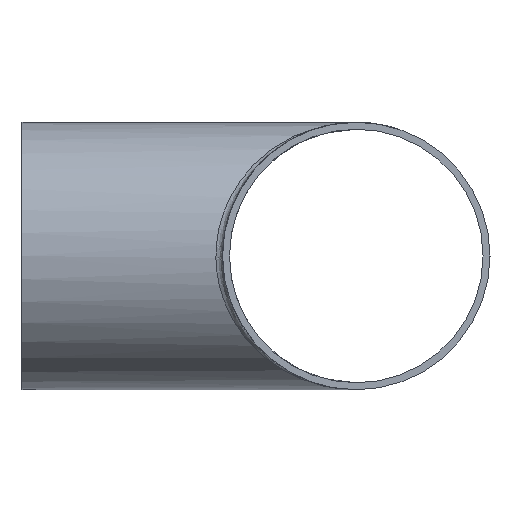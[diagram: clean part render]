
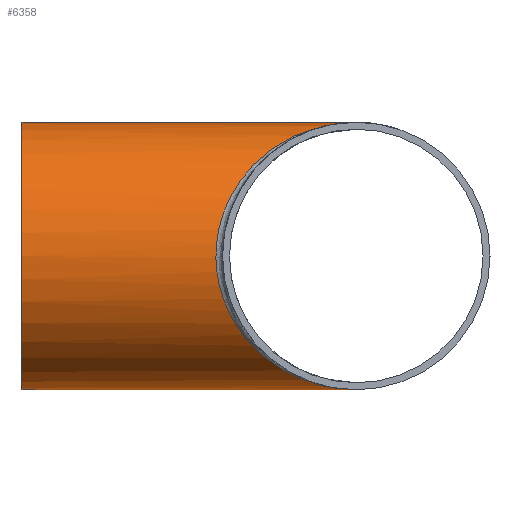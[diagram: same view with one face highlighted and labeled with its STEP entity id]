
A CAD part, left-side view. The second image highlights one B-rep face of the part: STEP entity #6358.
In plain terms, the highlighted cylindrical face has radius 31.75 mm (diameter 63.5 mm), a full revolution.
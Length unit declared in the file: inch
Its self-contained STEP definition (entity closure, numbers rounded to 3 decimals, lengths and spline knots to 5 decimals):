
#79=ELLIPSE('',#6716,1.8125,1.25);
#80=ELLIPSE('',#6717,1.8125,1.25);
#121=FACE_BOUND('',#1170,.T.);
#786=FACE_OUTER_BOUND('',#1169,.T.);
#1169=EDGE_LOOP('',(#5940,#5941));
#1170=EDGE_LOOP('',(#5942));
#2179=CIRCLE('',#6726,1.25);
#3120=VERTEX_POINT('',#13873);
#3121=VERTEX_POINT('',#13874);
#3127=VERTEX_POINT('',#13996);
#4062=EDGE_CURVE('',#3121,#3120,#79,.T.);
#4063=EDGE_CURVE('',#3120,#3121,#80,.T.);
#4069=EDGE_CURVE('',#3127,#3127,#2179,.T.);
#5940=ORIENTED_EDGE('',*,*,#4063,.F.);
#5941=ORIENTED_EDGE('',*,*,#4062,.F.);
#5942=ORIENTED_EDGE('',*,*,#4069,.T.);
#5987=CYLINDRICAL_SURFACE('',#6725,1.25);
#6358=ADVANCED_FACE('',(#786,#121),#5987,.T.);
#6716=AXIS2_PLACEMENT_3D('',#13931,#7881,#7882);
#6717=AXIS2_PLACEMENT_3D('',#13982,#7883,#7884);
#6725=AXIS2_PLACEMENT_3D('',#13995,#7899,#7900);
#6726=AXIS2_PLACEMENT_3D('',#13997,#7901,#7902);
#7881=DIRECTION('center_axis',(-0.724,-0.69,0.));
#7882=DIRECTION('ref_axis',(-0.69,0.724,0.));
#7883=DIRECTION('center_axis',(0.724,-0.69,0.));
#7884=DIRECTION('ref_axis',(0.69,0.724,0.));
#7899=DIRECTION('center_axis',(0.,-1.,0.));
#7900=DIRECTION('ref_axis',(1.,0.,0.));
#7901=DIRECTION('center_axis',(0.,-1.,0.));
#7902=DIRECTION('ref_axis',(1.,0.,0.));
#13873=CARTESIAN_POINT('',(0.,0.,-1.25));
#13874=CARTESIAN_POINT('',(0.,0.,1.25));
#13931=CARTESIAN_POINT('Origin',(0.,0.,0.));
#13982=CARTESIAN_POINT('Origin',(0.,0.,0.));
#13995=CARTESIAN_POINT('Origin',(0.,3.125,0.));
#13996=CARTESIAN_POINT('',(-1.25,3.125,0.));
#13997=CARTESIAN_POINT('Origin',(0.,3.125,0.));
